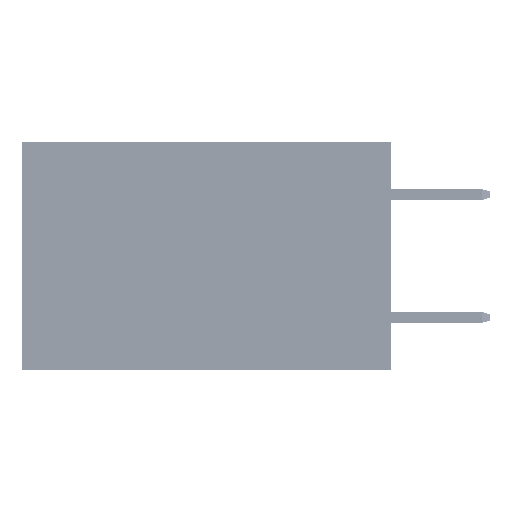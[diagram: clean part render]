
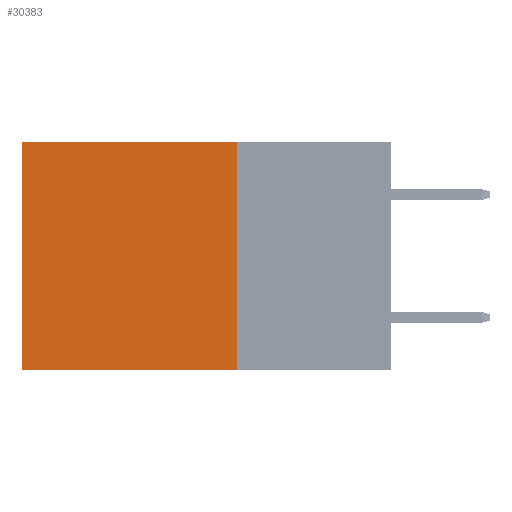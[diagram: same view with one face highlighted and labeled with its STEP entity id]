
A CAD part, left-side view. The second image highlights one B-rep face of the part: STEP entity #30383.
In plain terms, the highlighted planar face has unit normal (-1, 0, 0).
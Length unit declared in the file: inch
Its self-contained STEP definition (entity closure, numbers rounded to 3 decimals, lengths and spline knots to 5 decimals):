
#1506 = VECTOR ( 'NONE', #26952, 39.37008 ) ;
#1676 = ORIENTED_EDGE ( 'NONE', *, *, #32016, .T. ) ;
#4090 = VECTOR ( 'NONE', #46519, 39.37008 ) ;
#4986 = VERTEX_POINT ( 'NONE', #34092 ) ;
#5334 = EDGE_LOOP ( 'NONE', ( #1676, #17000, #41787, #7002 ) ) ;
#7002 = ORIENTED_EDGE ( 'NONE', *, *, #41700, .T. ) ;
#8791 = CARTESIAN_POINT ( 'NONE',  ( 0.2875, 0.6, 0. ) ) ;
#10973 = LINE ( 'NONE', #18769, #4090 ) ;
#13453 = VECTOR ( 'NONE', #41080, 39.37008 ) ;
#13880 = PLANE ( 'NONE',  #35843 ) ;
#15868 = LINE ( 'NONE', #24319, #47885 ) ;
#17000 = ORIENTED_EDGE ( 'NONE', *, *, #20100, .F. ) ;
#18769 = CARTESIAN_POINT ( 'NONE',  ( 0.2875, 0.25, 0. ) ) ;
#20100 = EDGE_CURVE ( 'NONE', #4986, #23078, #51729, .T. ) ;
#21924 = DIRECTION ( 'NONE',  ( 1., 0., 0. ) ) ;
#23078 = VERTEX_POINT ( 'NONE', #47640 ) ;
#24319 = CARTESIAN_POINT ( 'NONE',  ( 0.2875, 0.6, 0. ) ) ;
#24644 = LINE ( 'NONE', #38560, #1506 ) ;
#26176 = VERTEX_POINT ( 'NONE', #27663 ) ;
#26952 = DIRECTION ( 'NONE',  ( 0., 1., 0. ) ) ;
#27663 = CARTESIAN_POINT ( 'NONE',  ( 0.2875, 0.25, 0. ) ) ;
#30383 = ADVANCED_FACE ( 'NONE', ( #43582 ), #13880, .F. ) ;
#32016 = EDGE_CURVE ( 'NONE', #37577, #23078, #15868, .T. ) ;
#34092 = CARTESIAN_POINT ( 'NONE',  ( 0.2875, 0.25, -0.37 ) ) ;
#35843 = AXIS2_PLACEMENT_3D ( 'NONE', #37902, #21924, #41933 ) ;
#37577 = VERTEX_POINT ( 'NONE', #8791 ) ;
#37902 = CARTESIAN_POINT ( 'NONE',  ( 0.2875, 0.25, 0. ) ) ;
#38278 = CARTESIAN_POINT ( 'NONE',  ( 0.2875, 0.25, -0.37 ) ) ;
#38560 = CARTESIAN_POINT ( 'NONE',  ( 0.2875, 0.25, 0. ) ) ;
#39948 = DIRECTION ( 'NONE',  ( 0., 0., -1. ) ) ;
#41080 = DIRECTION ( 'NONE',  ( 0., 1., 0. ) ) ;
#41700 = EDGE_CURVE ( 'NONE', #26176, #37577, #24644, .T. ) ;
#41787 = ORIENTED_EDGE ( 'NONE', *, *, #46780, .F. ) ;
#41933 = DIRECTION ( 'NONE',  ( 0., 0., -1. ) ) ;
#43582 = FACE_OUTER_BOUND ( 'NONE', #5334, .T. ) ;
#46519 = DIRECTION ( 'NONE',  ( 0., 0., -1. ) ) ;
#46780 = EDGE_CURVE ( 'NONE', #26176, #4986, #10973, .T. ) ;
#47640 = CARTESIAN_POINT ( 'NONE',  ( 0.2875, 0.6, -0.37 ) ) ;
#47885 = VECTOR ( 'NONE', #39948, 39.37008 ) ;
#51729 = LINE ( 'NONE', #38278, #13453 ) ;
